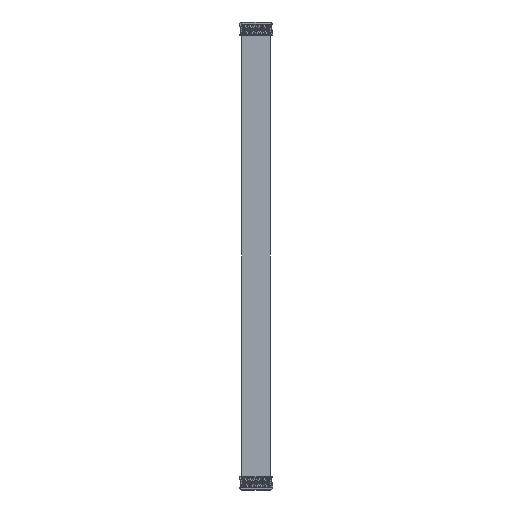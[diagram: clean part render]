
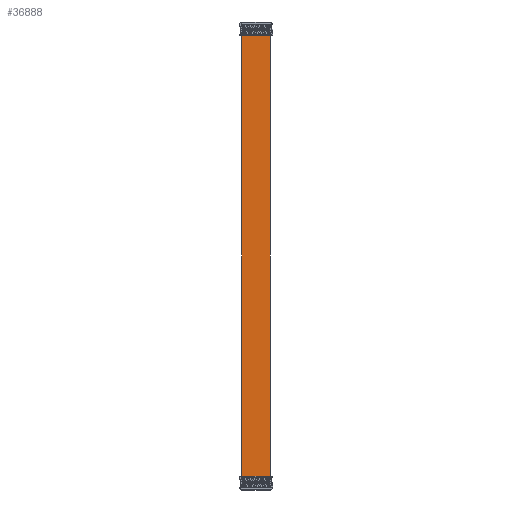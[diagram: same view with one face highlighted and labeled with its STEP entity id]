
A CAD part, front view. The second image highlights one B-rep face of the part: STEP entity #36888.
In plain terms, the highlighted planar face has unit normal (0, -1, 0).
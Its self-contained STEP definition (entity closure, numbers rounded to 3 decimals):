
#3997=DIRECTION('',(-1.,0.,0.));
#3998=VECTOR('',#3997,15.47);
#3999=CARTESIAN_POINT('',(7.735,4.3,239.5));
#4000=LINE('',#3999,#3998);
#6004=DIRECTION('',(0.,0.,1.));
#6005=VECTOR('',#6004,236.);
#6006=CARTESIAN_POINT('',(-7.735,4.3,3.5));
#6007=LINE('',#6006,#6005);
#6012=DIRECTION('',(0.,0.,1.));
#6013=VECTOR('',#6012,236.);
#6014=CARTESIAN_POINT('',(7.735,4.3,3.5));
#6015=LINE('',#6014,#6013);
#6276=DIRECTION('',(1.,0.,0.));
#6277=VECTOR('',#6276,15.47);
#6278=CARTESIAN_POINT('',(-7.735,4.3,3.5));
#6279=LINE('',#6278,#6277);
#23039=CARTESIAN_POINT('',(7.735,4.3,3.5));
#23041=VERTEX_POINT('',#23039);
#23045=CARTESIAN_POINT('',(-7.735,4.3,3.5));
#23046=VERTEX_POINT('',#23045);
#23432=CARTESIAN_POINT('',(7.735,4.3,239.5));
#23434=VERTEX_POINT('',#23432);
#23437=CARTESIAN_POINT('',(-7.735,4.3,239.5));
#23438=VERTEX_POINT('',#23437);
#36876=CARTESIAN_POINT('',(7.735,4.3,-4.));
#36877=DIRECTION('',(0.,-1.,0.));
#36878=DIRECTION('',(-1.,0.,0.));
#36879=AXIS2_PLACEMENT_3D('',#36876,#36877,#36878);
#36880=PLANE('',#36879);
#36882=ORIENTED_EDGE('',*,*,#36881,.F.);
#36883=ORIENTED_EDGE('',*,*,#36858,.T.);
#36884=ORIENTED_EDGE('',*,*,#34300,.F.);
#36885=ORIENTED_EDGE('',*,*,#35831,.F.);
#36886=EDGE_LOOP('',(#36882,#36883,#36884,#36885));
#36887=FACE_OUTER_BOUND('',#36886,.F.);
#36888=ADVANCED_FACE('',(#36887),#36880,.T.);
#34300=EDGE_CURVE('',#23434,#23438,#4000,.T.);
#35831=EDGE_CURVE('',#23041,#23434,#6015,.T.);
#36858=EDGE_CURVE('',#23046,#23438,#6007,.T.);
#36881=EDGE_CURVE('',#23046,#23041,#6279,.T.);
